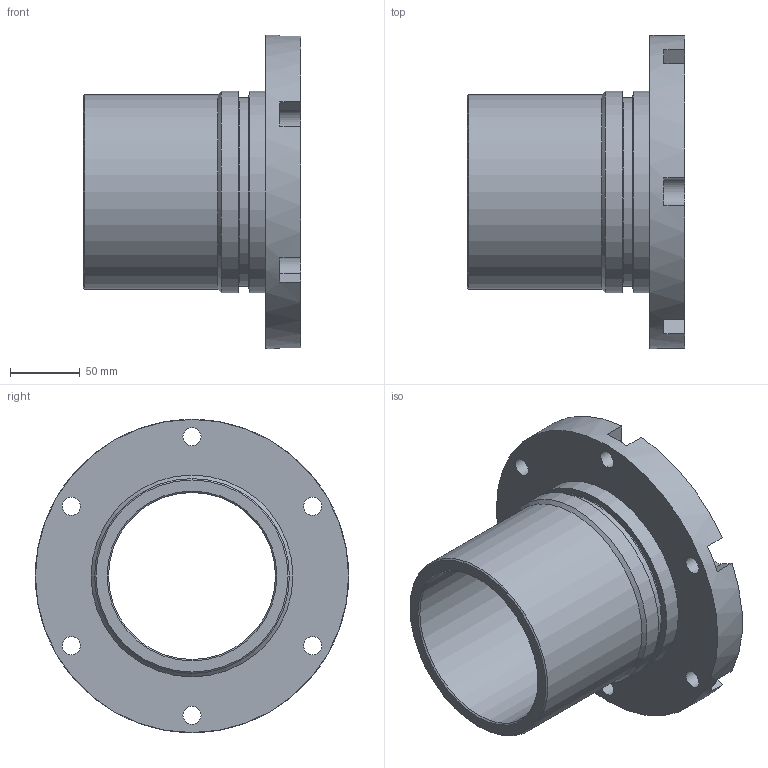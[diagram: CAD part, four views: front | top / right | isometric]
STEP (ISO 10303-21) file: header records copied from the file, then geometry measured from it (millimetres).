
FILE_DESCRIPTION(('STEP AP242'), '1');
FILE_NAME('24. Âòóëêà ïÿòû', '', ('UNSPECIFIED'), ('UNSPECIFIED'), 'C3D Converter', 'C3D Toolkit', '');
FILE_SCHEMA(('AP242_MANAGED_MODEL_BASED_3D_ENGINEERING_MIM_LF { 1 0 10303 442 1 1 4 }'));
Length unit declared in the file: millimetre
Bounding box: 156.2 x 225 x 225 mm (x, y, z)
Volume: 1223365.8 mm3; surface area: 197909.8 mm2
Topology: 1 solids, 1 shells, 48 faces, 123 edges, 78 vertices
Faces by surface type: plane 21, cylinder 18, cone 6, torus 3
Full cylindrical faces by diameter (mm): 13 x6, 120 x1, 135.6 x1, 140 x1, 145 x2, 225 x1
Entity records: 1812 total; most frequent: DIRECTION 254, CARTESIAN_POINT 229, ORIENTED_EDGE 204, AXIS2_PLACEMENT_3D 103, EDGE_CURVE 102, EDGE_LOOP 84, VERTEX_POINT 78, CIRCLE 54
